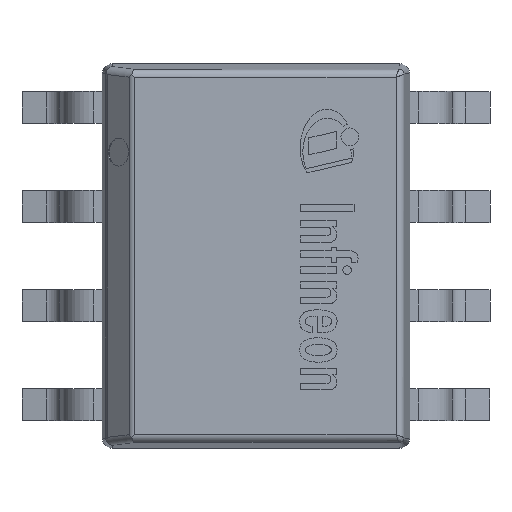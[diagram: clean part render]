
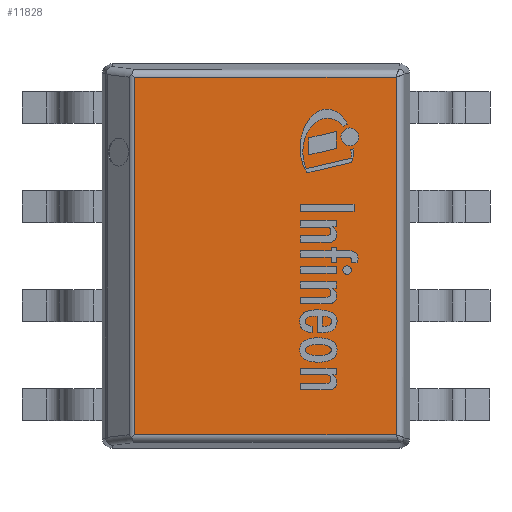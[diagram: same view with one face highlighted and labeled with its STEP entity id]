
A CAD part, top view. The second image highlights one B-rep face of the part: STEP entity #11828.
In plain terms, the highlighted planar face has unit normal (0, 0, 1).
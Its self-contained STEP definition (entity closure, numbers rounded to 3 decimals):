
#11475=CARTESIAN_POINT('',(-1.557,-2.292,1.73));
#11476=VERTEX_POINT('',#11475);
#11484=CARTESIAN_POINT('',(-1.557,2.292,1.73));
#11485=VERTEX_POINT('',#11484);
#11486=CARTESIAN_POINT('',(-1.557,-2.292,1.73));
#11487=DIRECTION('',(0.0,1.0,0.0));
#11488=VECTOR('',#11487,4.584);
#11489=LINE('',#11486,#11488);
#11490=EDGE_CURVE('',#11476,#11485,#11489,.T.);
#11518=CARTESIAN_POINT('',(1.797,-2.292,1.73));
#11519=VERTEX_POINT('',#11518);
#11533=CARTESIAN_POINT('',(1.797,-2.292,1.73));
#11534=DIRECTION('',(-1.0,0.0,0.0));
#11535=VECTOR('',#11534,3.353);
#11536=LINE('',#11533,#11535);
#11537=EDGE_CURVE('',#11519,#11476,#11536,.T.);
#11615=CARTESIAN_POINT('',(1.797,2.292,1.73));
#11616=VERTEX_POINT('',#11615);
#11617=CARTESIAN_POINT('',(-1.557,2.292,1.73));
#11618=DIRECTION('',(1.0,0.0,0.0));
#11619=VECTOR('',#11618,3.353);
#11620=LINE('',#11617,#11619);
#11621=EDGE_CURVE('',#11485,#11616,#11620,.T.);
#11660=CARTESIAN_POINT('',(1.797,2.292,1.73));
#11661=DIRECTION('',(0.0,-1.0,0.0));
#11662=VECTOR('',#11661,4.584);
#11663=LINE('',#11660,#11662);
#11664=EDGE_CURVE('',#11616,#11519,#11663,.T.);
#11817=CARTESIAN_POINT('',(0.,0.,1.73));
#11818=DIRECTION('',(0.0,0.0,1.0));
#11819=DIRECTION('',(0.0,-1.0,0.0));
#11820=AXIS2_PLACEMENT_3D('',#11817,#11818,#11819);
#11821=PLANE('',#11820);
#11822=ORIENTED_EDGE('',*,*,#11537,.F.);
#11823=ORIENTED_EDGE('',*,*,#11664,.F.);
#11824=ORIENTED_EDGE('',*,*,#11621,.F.);
#11825=ORIENTED_EDGE('',*,*,#11490,.F.);
#11826=EDGE_LOOP('',(#11822,#11823,#11824,#11825));
#11827=FACE_OUTER_BOUND('',#11826,.T.);
#11828=ADVANCED_FACE('',(#11827),#11821,.T.);
